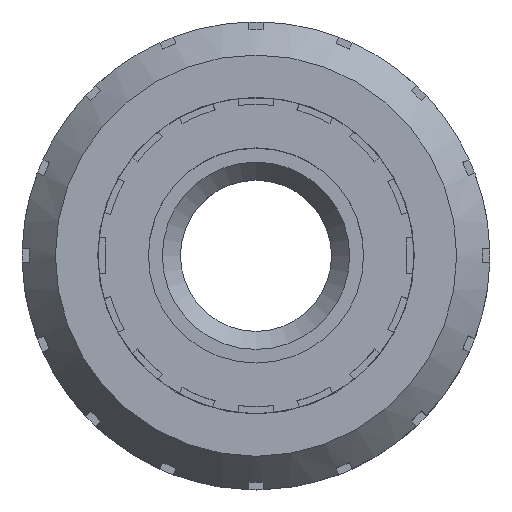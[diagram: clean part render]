
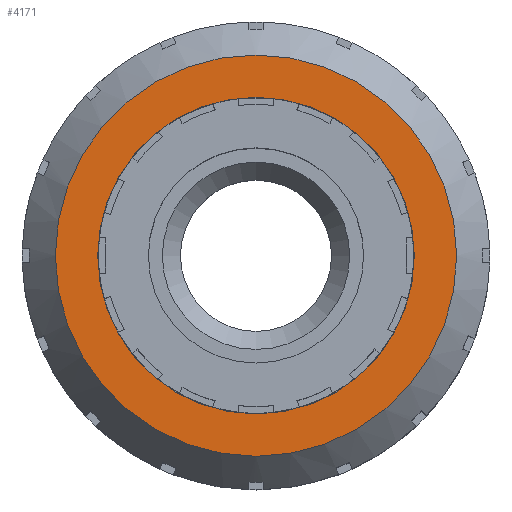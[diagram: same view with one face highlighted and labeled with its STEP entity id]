
A CAD part, top view. The second image highlights one B-rep face of the part: STEP entity #4171.
In plain terms, the highlighted face is planar.
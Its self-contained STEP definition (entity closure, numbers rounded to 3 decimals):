
#101=FACE_BOUND($,#709,.T.);
#249=PLANE($,#4618);
#462=FACE_OUTER_BOUND($,#708,.T.);
#708=EDGE_LOOP($,(#3798));
#709=EDGE_LOOP($,(#3799));
#1639=CIRCLE($,#4611,13.942);
#1642=CIRCLE($,#4619,11.);
#2050=VERTEX_POINT($,#7162);
#2055=VERTEX_POINT($,#7181);
#2651=EDGE_CURVE($,#2050,#2050,#1639,.T.);
#2660=EDGE_CURVE($,#2055,#2055,#1642,.T.);
#3798=ORIENTED_EDGE($,*,*,#2651,.F.);
#3799=ORIENTED_EDGE($,*,*,#2660,.T.);
#4171=ADVANCED_FACE($,(#462,#101),#249,.T.);
#4611=AXIS2_PLACEMENT_3D($,#7163,#5835,#5836);
#4618=AXIS2_PLACEMENT_3D($,#7180,#5855,#5856);
#4619=AXIS2_PLACEMENT_3D($,#7182,#5857,#5858);
#5835=DIRECTION('center_axis',(0.,0.,1.));
#5836=DIRECTION('ref_axis',(0.,-1.,0.));
#5855=DIRECTION('center_axis',(0.,0.,-1.));
#5856=DIRECTION('ref_axis',(-1.,0.,0.));
#5857=DIRECTION('center_axis',(0.,0.,1.));
#5858=DIRECTION('ref_axis',(0.,-1.,0.));
#7162=CARTESIAN_POINT('',(0.,-13.942,0.));
#7163=CARTESIAN_POINT('Origin',(0.,0.,0.));
#7180=CARTESIAN_POINT('Origin',(0.,-12.471,0.));
#7181=CARTESIAN_POINT('',(0.,-11.,0.));
#7182=CARTESIAN_POINT('Origin',(0.,0.,0.));
